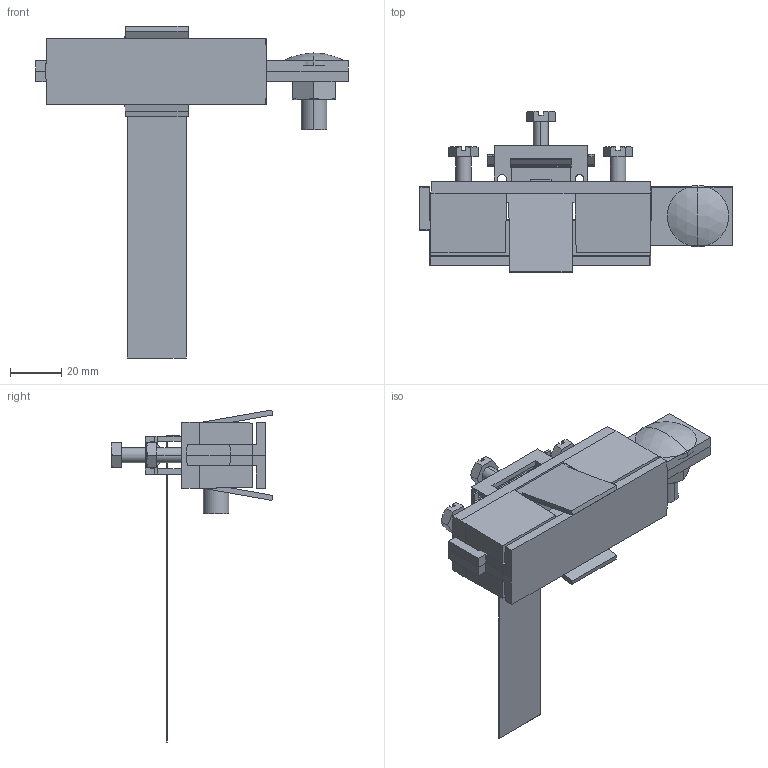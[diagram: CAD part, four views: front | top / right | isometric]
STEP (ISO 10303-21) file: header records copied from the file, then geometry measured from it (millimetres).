
FILE_DESCRIPTION (( 'STEP AP214' ), '1' );
FILE_NAME ('5057630.stp', '2020-10-06T07:35:04', ( '' ), ( '' ), 'SwSTEP 2.0', 'SolidWorks 2020', '' );
FILE_SCHEMA (( 'AUTOMOTIVE_DESIGN' ));
Length unit declared in the file: millimetre
Products named in the file (11): 35010061_Standard; 086424_M10x25-; 111365_Standard; 107917_Standard; 117385_Standard; 111453_Standard; 111450_Standard; 117649_Standard; 111409_Standard; 5057630; 112247_Standard
Assembly tree (11 placements, depth 3):
  5057630
    111365_Standard
    086424_M10x25-
    117649_Standard  x2
    117385_Standard
      111450_Standard
      112247_Standard
      111453_Standard
      111409_Standard
    35010061_Standard
    107917_Standard
Bounding box: 122.5 x 63.26 x 130 mm (x, y, z)
Volume: 63241.5 mm3; surface area: 42609 mm2
Topology: 10 solids, 10 shells, 374 faces, 994 edges, 645 vertices
Faces by surface type: plane 253, cylinder 72, cone 47, sphere 2
Entity records: 10399 total; most frequent: CARTESIAN_POINT 2395, ORIENTED_EDGE 1654, DIRECTION 1437, EDGE_CURVE 827, LINE 555, VECTOR 555, VERTEX_POINT 535, AXIS2_PLACEMENT_3D 441
